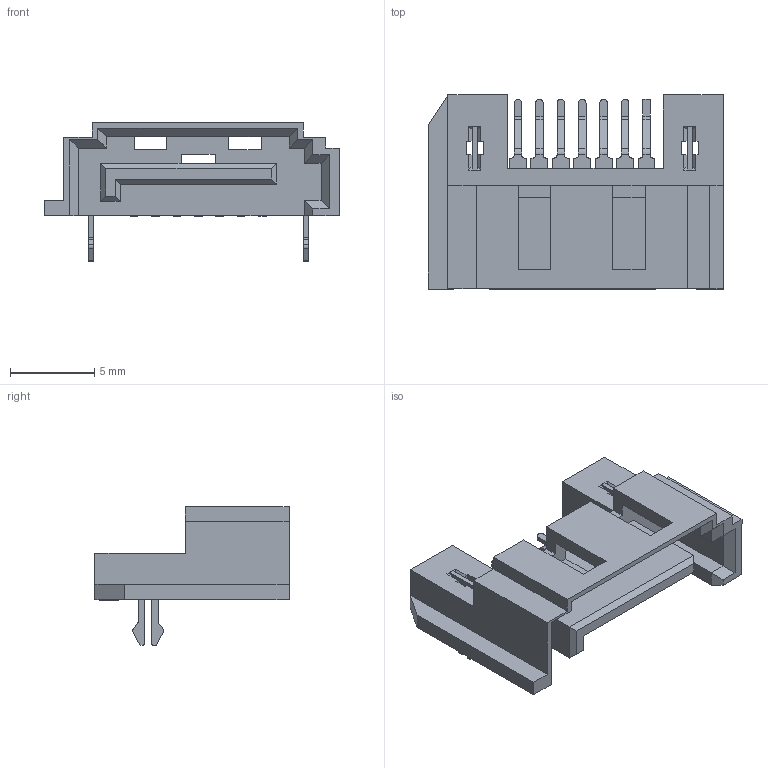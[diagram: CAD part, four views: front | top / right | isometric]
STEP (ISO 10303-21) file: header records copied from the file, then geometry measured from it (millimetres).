
FILE_DESCRIPTION (( 'STEP AP214' ), '1' );
FILE_NAME ('CONN-SMD_SATA-401-M07S1BY-A.STEP', '2024-07-01T14:07:34', ( '' ), ( '' ), 'SwSTEP 2.0', 'SolidWorks 2020', '' );
FILE_SCHEMA (( 'AUTOMOTIVE_DESIGN' ));
Length unit declared in the file: millimetre
Products named in the file (1): CONN-SMD_SATA-401-M07S1BY-A
Bounding box: 17.48 x 11.5 x 8.2 mm (x, y, z)
Volume: 371.3 mm3; surface area: 1067.2 mm2
Topology: 1 solids, 1 shells, 638 faces, 1901 edges, 1247 vertices
Faces by surface type: plane 466, bspline 98, cylinder 74
Entity records: 28801 total; most frequent: CARTESIAN_POINT 5093, ORIENTED_EDGE 3802, DIRECTION 2931, EDGE_CURVE 1901, LINE 1553, VECTOR 1553, VERTEX_POINT 1247, AXIS2_PLACEMENT_3D 689
